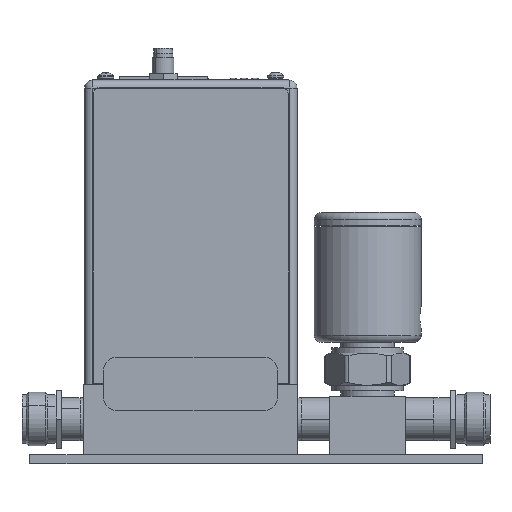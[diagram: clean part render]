
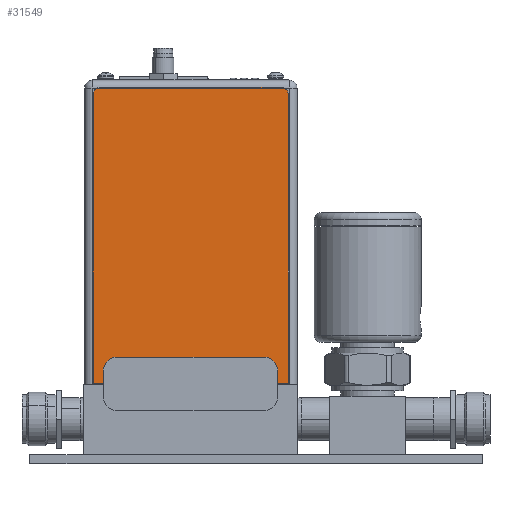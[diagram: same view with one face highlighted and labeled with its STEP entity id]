
A CAD part, top view. The second image highlights one B-rep face of the part: STEP entity #31549.
In plain terms, the highlighted planar face has unit normal (0, 0, 1).
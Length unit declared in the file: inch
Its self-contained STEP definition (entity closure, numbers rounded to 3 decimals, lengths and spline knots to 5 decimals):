
#31370=DIRECTION('',(0.,1.,0.));
#31371=VECTOR('',#31370,4.04);
#31372=CARTESIAN_POINT('',(2.73,0.,0.004));
#31373=LINE('',#31372,#31371);
#31378=DIRECTION('',(1.,0.,0.));
#31379=VECTOR('',#31378,2.73);
#31380=CARTESIAN_POINT('',(0.,0.,0.004));
#31381=LINE('',#31380,#31379);
#31382=DIRECTION('',(0.,-1.,0.));
#31383=VECTOR('',#31382,4.04);
#31384=CARTESIAN_POINT('',(0.,4.04,0.004));
#31385=LINE('',#31384,#31383);
#31394=DIRECTION('',(-1.,0.,0.));
#31395=VECTOR('',#31394,2.53);
#31396=CARTESIAN_POINT('',(2.63,4.14,0.004));
#31397=LINE('',#31396,#31395);
#31398=CARTESIAN_POINT('',(2.63,4.04,0.004));
#31399=DIRECTION('',(0.,0.,-1.));
#31400=DIRECTION('',(0.,1.,0.));
#31401=AXIS2_PLACEMENT_3D('',#31398,#31399,#31400);
#31403=CARTESIAN_POINT('',(0.1,4.04,0.004));
#31404=DIRECTION('',(0.,0.,-1.));
#31405=DIRECTION('',(-1.,0.,0.));
#31406=AXIS2_PLACEMENT_3D('',#31403,#31404,#31405);
#31420=CARTESIAN_POINT('',(2.73,4.04,0.004));
#31421=VERTEX_POINT('',#31420);
#31422=CARTESIAN_POINT('',(2.63,4.14,0.004));
#31423=VERTEX_POINT('',#31422);
#31424=CARTESIAN_POINT('',(2.73,0.,0.004));
#31425=VERTEX_POINT('',#31424);
#31426=CARTESIAN_POINT('',(0.,0.,0.004));
#31427=VERTEX_POINT('',#31426);
#31428=CARTESIAN_POINT('',(0.,4.04,0.004));
#31429=VERTEX_POINT('',#31428);
#31430=CARTESIAN_POINT('',(0.1,4.14,0.004));
#31431=VERTEX_POINT('',#31430);
#31536=CARTESIAN_POINT('',(0.,0.,0.004));
#31537=DIRECTION('',(0.,0.,1.));
#31538=DIRECTION('',(1.,0.,0.));
#31539=AXIS2_PLACEMENT_3D('',#31536,#31537,#31538);
#31540=PLANE('',#31539);
#31541=ORIENTED_EDGE('',*,*,#31460,.T.);
#31542=ORIENTED_EDGE('',*,*,#31476,.F.);
#31543=ORIENTED_EDGE('',*,*,#31489,.F.);
#31544=ORIENTED_EDGE('',*,*,#31502,.F.);
#31545=ORIENTED_EDGE('',*,*,#31517,.T.);
#31546=ORIENTED_EDGE('',*,*,#31529,.F.);
#31547=EDGE_LOOP('',(#31541,#31542,#31543,#31544,#31545,#31546));
#31548=FACE_OUTER_BOUND('',#31547,.F.);
#31549=ADVANCED_FACE('',(#31548),#31540,.T.);
#31402=CIRCLE('',#31401,0.1);
#31407=CIRCLE('',#31406,0.1);
#31460=EDGE_CURVE('',#31423,#31421,#31402,.T.);
#31476=EDGE_CURVE('',#31425,#31421,#31373,.T.);
#31489=EDGE_CURVE('',#31427,#31425,#31381,.T.);
#31502=EDGE_CURVE('',#31429,#31427,#31385,.T.);
#31517=EDGE_CURVE('',#31429,#31431,#31407,.T.);
#31529=EDGE_CURVE('',#31423,#31431,#31397,.T.);
